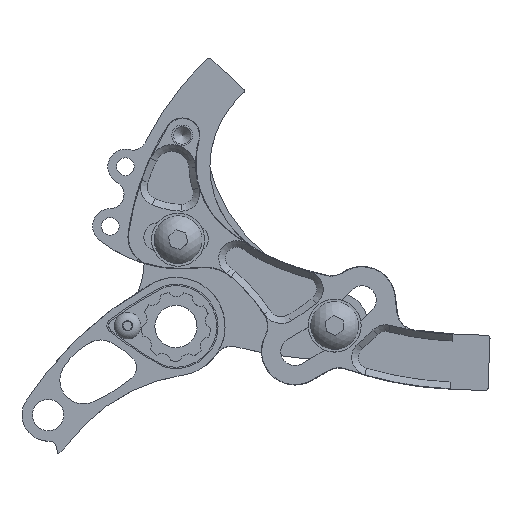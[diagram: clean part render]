
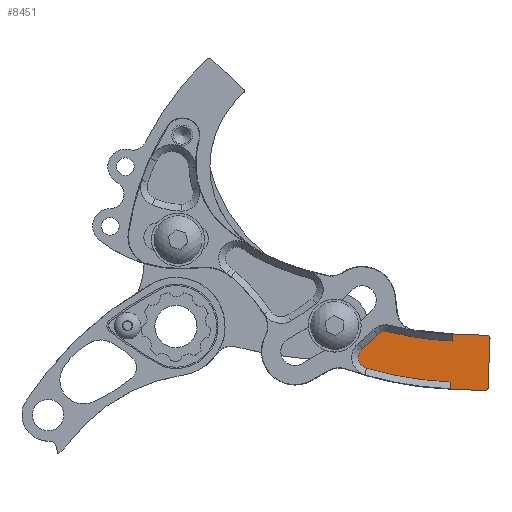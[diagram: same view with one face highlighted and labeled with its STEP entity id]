
A CAD part, top view. The second image highlights one B-rep face of the part: STEP entity #8451.
In plain terms, the highlighted face is planar.
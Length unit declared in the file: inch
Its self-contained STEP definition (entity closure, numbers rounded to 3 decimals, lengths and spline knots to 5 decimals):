
#19 = VERTEX_POINT ( 'NONE', #3365 ) ;
#25 = VERTEX_POINT ( 'NONE', #3901 ) ;
#26 = VERTEX_POINT ( 'NONE', #3368 ) ;
#149 = CARTESIAN_POINT ( 'NONE',  ( 7.55236, -0.95547, -0.154 ) ) ;
#150 = CARTESIAN_POINT ( 'NONE',  ( 6.96112, -0.35194, -0.154 ) ) ;
#297 = CARTESIAN_POINT ( 'NONE',  ( 6.90684, -0.41072, -0.154 ) ) ;
#339 = CARTESIAN_POINT ( 'NONE',  ( 7.37129, -1.31337, -0.154 ) ) ;
#340 = CARTESIAN_POINT ( 'NONE',  ( 6.62639, -0.08367, -0.154 ) ) ;
#587 = EDGE_LOOP ( 'NONE', ( #594, #666, #678, #694, #836, #748, #817, #627, #611, #808, #709, #681 ) ) ;
#594 = ORIENTED_EDGE ( 'NONE', *, *, #5926, .F. ) ;
#611 = ORIENTED_EDGE ( 'NONE', *, *, #6062, .T. ) ;
#627 = ORIENTED_EDGE ( 'NONE', *, *, #6016, .F. ) ;
#666 = ORIENTED_EDGE ( 'NONE', *, *, #5943, .F. ) ;
#678 = ORIENTED_EDGE ( 'NONE', *, *, #5940, .F. ) ;
#681 = ORIENTED_EDGE ( 'NONE', *, *, #6048, .F. ) ;
#694 = ORIENTED_EDGE ( 'NONE', *, *, #5945, .F. ) ;
#709 = ORIENTED_EDGE ( 'NONE', *, *, #6080, .T. ) ;
#748 = ORIENTED_EDGE ( 'NONE', *, *, #6056, .F. ) ;
#808 = ORIENTED_EDGE ( 'NONE', *, *, #6050, .F. ) ;
#817 = ORIENTED_EDGE ( 'NONE', *, *, #6072, .T. ) ;
#836 = ORIENTED_EDGE ( 'NONE', *, *, #5968, .F. ) ;
#2380 = VERTEX_POINT ( 'NONE', #4557 ) ;
#2395 = VERTEX_POINT ( 'NONE', #4567 ) ;
#2471 = VERTEX_POINT ( 'NONE', #4621 ) ;
#2474 = VERTEX_POINT ( 'NONE', #4624 ) ;
#2564 = AXIS2_PLACEMENT_3D ( 'NONE', #4662, #4663, #4664 ) ;
#2753 = AXIS2_PLACEMENT_3D ( 'NONE', #6890, #6918, #6919 ) ;
#3196 = VERTEX_POINT ( 'NONE', #149 ) ;
#3197 = VERTEX_POINT ( 'NONE', #150 ) ;
#3295 = VERTEX_POINT ( 'NONE', #297 ) ;
#3322 = VERTEX_POINT ( 'NONE', #339 ) ;
#3323 = VERTEX_POINT ( 'NONE', #340 ) ;
#3365 = CARTESIAN_POINT ( 'NONE',  ( 6.24476, -0.54114, -0.154 ) ) ;
#3368 = CARTESIAN_POINT ( 'NONE',  ( 6.66878, -0.08198, -0.154 ) ) ;
#3901 = CARTESIAN_POINT ( 'NONE',  ( 7.56334, -1.18847, -0.154 ) ) ;
#4557 = CARTESIAN_POINT ( 'NONE',  ( 6.59137, -0.75233, -0.154 ) ) ;
#4567 = CARTESIAN_POINT ( 'NONE',  ( 6.5371, -0.81111, -0.154 ) ) ;
#4621 = CARTESIAN_POINT ( 'NONE',  ( 6.24308, -0.49875, -0.154 ) ) ;
#4624 = CARTESIAN_POINT ( 'NONE',  ( 7.48883, -0.84506, -0.154 ) ) ;
#4657 = CARTESIAN_POINT ( 'NONE',  ( 6.90684, -0.41072, -0.154 ) ) ;
#4658 = DIRECTION ( 'NONE',  ( 0.678, 0.735, 0. ) ) ;
#4662 = CARTESIAN_POINT ( 'NONE',  ( 6.64843, -0.10402, -0.154 ) ) ;
#4663 = DIRECTION ( 'NONE',  ( 0., 0., 1. ) ) ;
#4664 = DIRECTION ( 'NONE',  ( 1., 0., 0. ) ) ;
#4666 = CARTESIAN_POINT ( 'NONE',  ( 6.5371, -0.81111, -0.154 ) ) ;
#4670 = DIRECTION ( 'NONE',  ( 0.678, 0.735, 0. ) ) ;
#4685 = CARTESIAN_POINT ( 'NONE',  ( 6.62639, -0.08367, -0.154 ) ) ;
#4686 = DIRECTION ( 'NONE',  ( 0.678, 0.735, 0. ) ) ;
#4721 = CARTESIAN_POINT ( 'NONE',  ( 6.24476, -0.54114, -0.154 ) ) ;
#4722 = DIRECTION ( 'NONE',  ( -0.735, 0.678, 0. ) ) ;
#4740 = CARTESIAN_POINT ( 'NONE',  ( 6.96112, -0.35194, -0.154 ) ) ;
#4741 = DIRECTION ( 'NONE',  ( 0.735, -0.678, 0. ) ) ;
#5239 = CARTESIAN_POINT ( 'NONE',  ( 9.26853, 2.1467, -0.154 ) ) ;
#5240 = DIRECTION ( 'NONE',  ( 0., 0., -1. ) ) ;
#5241 = DIRECTION ( 'NONE',  ( 1., 0., 0. ) ) ;
#5278 = CARTESIAN_POINT ( 'NONE',  ( 10.7082, -0.9236, -0.154 ) ) ;
#5279 = DIRECTION ( 'NONE',  ( 0., 0., -1. ) ) ;
#5280 = DIRECTION ( 'NONE',  ( 1., 0., 0. ) ) ;
#5285 = CARTESIAN_POINT ( 'NONE',  ( 7.42237, -0.95678, -0.154 ) ) ;
#5286 = DIRECTION ( 'NONE',  ( 0., 0., 1. ) ) ;
#5287 = DIRECTION ( 'NONE',  ( 1., 0., 0. ) ) ;
#5293 = CARTESIAN_POINT ( 'NONE',  ( 7.4338, -1.19938, -0.154 ) ) ;
#5294 = DIRECTION ( 'NONE',  ( 0., 0., 1. ) ) ;
#5295 = DIRECTION ( 'NONE',  ( 1., 0., 0. ) ) ;
#5351 = CARTESIAN_POINT ( 'NONE',  ( 9.26853, 2.1467, -0.154 ) ) ;
#5352 = DIRECTION ( 'NONE',  ( 0., 0., 1. ) ) ;
#5353 = DIRECTION ( 'NONE',  ( 1., 0., 0. ) ) ;
#5477 = CARTESIAN_POINT ( 'NONE',  ( 6.26511, -0.5191, -0.154 ) ) ;
#5478 = DIRECTION ( 'NONE',  ( 0., 0., 1. ) ) ;
#5479 = DIRECTION ( 'NONE',  ( 1., 0., 0. ) ) ;
#5680 = FACE_OUTER_BOUND ( 'NONE', #587, .T. ) ;
#5926 = EDGE_CURVE ( 'NONE', #2474, #3295, #7144, .T. ) ;
#5940 = EDGE_CURVE ( 'NONE', #25, #3196, #7159, .T. ) ;
#5943 = EDGE_CURVE ( 'NONE', #3196, #2474, #7165, .T. ) ;
#5945 = EDGE_CURVE ( 'NONE', #3322, #25, #7161, .T. ) ;
#5968 = EDGE_CURVE ( 'NONE', #2380, #3322, #7201, .T. ) ;
#6016 = EDGE_CURVE ( 'NONE', #2471, #19, #7262, .T. ) ;
#6048 = EDGE_CURVE ( 'NONE', #3295, #3197, #7298, .T. ) ;
#6050 = EDGE_CURVE ( 'NONE', #26, #3323, #7302, .T. ) ;
#6056 = EDGE_CURVE ( 'NONE', #2395, #2380, #7309, .T. ) ;
#6062 = EDGE_CURVE ( 'NONE', #2471, #3323, #7319, .T. ) ;
#6072 = EDGE_CURVE ( 'NONE', #2395, #19, #7330, .T. ) ;
#6080 = EDGE_CURVE ( 'NONE', #26, #3197, #7341, .T. ) ;
#6301 = AXIS2_PLACEMENT_3D ( 'NONE', #5239, #5240, #5241 ) ;
#6311 = AXIS2_PLACEMENT_3D ( 'NONE', #5278, #5279, #5280 ) ;
#6313 = AXIS2_PLACEMENT_3D ( 'NONE', #5285, #5286, #5287 ) ;
#6315 = AXIS2_PLACEMENT_3D ( 'NONE', #5293, #5294, #5295 ) ;
#6326 = AXIS2_PLACEMENT_3D ( 'NONE', #5351, #5352, #5353 ) ;
#6350 = AXIS2_PLACEMENT_3D ( 'NONE', #5477, #5478, #5479 ) ;
#6890 = CARTESIAN_POINT ( 'NONE',  ( 0., 0., -0.154 ) ) ;
#6914 = PLANE ( 'NONE',  #2753 ) ;
#6918 = DIRECTION ( 'NONE',  ( 0., 0., -1. ) ) ;
#6919 = DIRECTION ( 'NONE',  ( 1., 0., 0. ) ) ;
#7144 = CIRCLE ( 'NONE', #6301, 3.48108 ) ;
#7159 = CIRCLE ( 'NONE', #6311, 3.156 ) ;
#7161 = CIRCLE ( 'NONE', #6315, 0.13 ) ;
#7165 = CIRCLE ( 'NONE', #6313, 0.13 ) ;
#7201 = CIRCLE ( 'NONE', #6326, 3.94608 ) ;
#7262 = CIRCLE ( 'NONE', #6350, 0.03 ) ;
#7298 = LINE ( 'NONE', #4657, #7301 ) ;
#7301 = VECTOR ( 'NONE', #4658, 39.37008 ) ;
#7302 = CIRCLE ( 'NONE', #2564, 0.03 ) ;
#7309 = LINE ( 'NONE', #4666, #7313 ) ;
#7313 = VECTOR ( 'NONE', #4670, 39.37008 ) ;
#7319 = LINE ( 'NONE', #4685, #7321 ) ;
#7321 = VECTOR ( 'NONE', #4686, 39.37008 ) ;
#7330 = LINE ( 'NONE', #4721, #7332 ) ;
#7332 = VECTOR ( 'NONE', #4722, 39.37008 ) ;
#7341 = LINE ( 'NONE', #4740, #7344 ) ;
#7344 = VECTOR ( 'NONE', #4741, 39.37008 ) ;
#8451 = ADVANCED_FACE ( 'NONE', ( #5680 ), #6914, .T. ) ;
